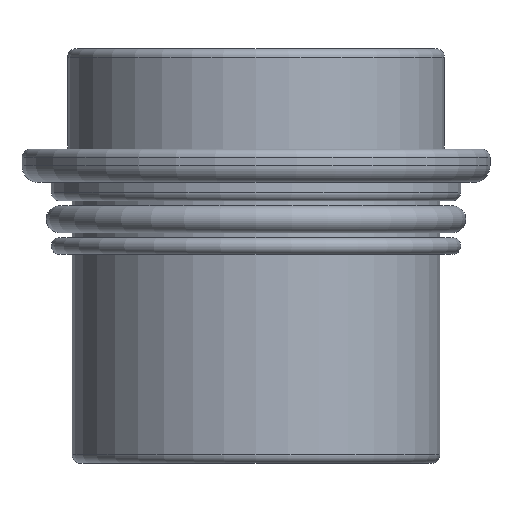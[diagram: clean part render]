
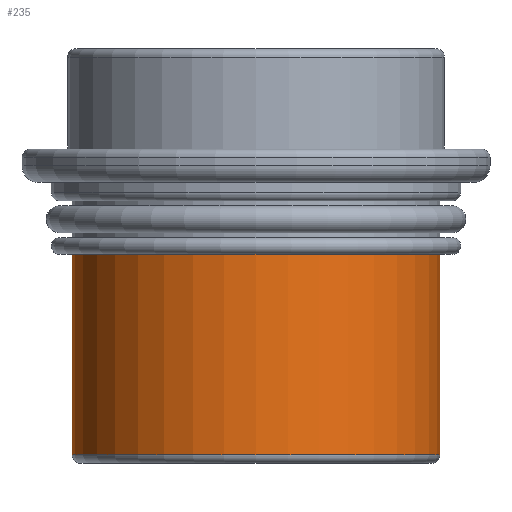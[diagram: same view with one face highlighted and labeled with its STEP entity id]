
A CAD part, front view. The second image highlights one B-rep face of the part: STEP entity #235.
In plain terms, the highlighted cylindrical face has radius 11 mm (diameter 22 mm), a full revolution.
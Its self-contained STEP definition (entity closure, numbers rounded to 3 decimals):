
#44=ORIENTED_EDGE('',*,*,#83,.T.);
#45=ORIENTED_EDGE('',*,*,#82,.F.);
#82=EDGE_CURVE('',#103,#103,#124,.T.);
#83=EDGE_CURVE('',#104,#104,#125,.T.);
#103=VERTEX_POINT('',#411);
#104=VERTEX_POINT('',#414);
#124=CIRCLE('',#275,11.);
#125=CIRCLE('',#277,11.);
#149=EDGE_LOOP('',(#44));
#150=EDGE_LOOP('',(#45));
#191=FACE_BOUND('',#149,.T.);
#192=FACE_BOUND('',#150,.T.);
#225=CYLINDRICAL_SURFACE('',#276,11.);
#235=ADVANCED_FACE('',(#191,#192),#225,.T.);
#275=AXIS2_PLACEMENT_3D('',#410,#330,#331);
#276=AXIS2_PLACEMENT_3D('',#412,#332,#333);
#277=AXIS2_PLACEMENT_3D('',#413,#334,#335);
#330=DIRECTION('',(0.,0.,-1.));
#331=DIRECTION('',(-1.,0.,0.));
#332=DIRECTION('',(0.,0.,-1.));
#333=DIRECTION('',(-1.,0.,0.));
#334=DIRECTION('',(0.,0.,-1.));
#335=DIRECTION('',(-1.,0.,0.));
#410=CARTESIAN_POINT('',(0.,0.,-24.3));
#411=CARTESIAN_POINT('',(-11.,0.,-24.3));
#412=CARTESIAN_POINT('',(0.,0.,-24.8));
#413=CARTESIAN_POINT('',(0.,0.,-12.3));
#414=CARTESIAN_POINT('',(-11.,0.,-12.3));
